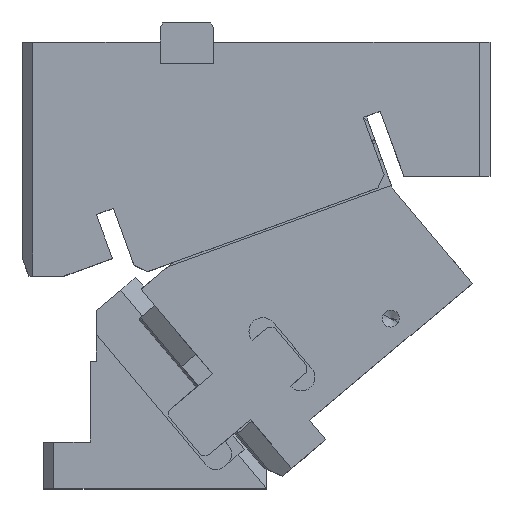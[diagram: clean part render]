
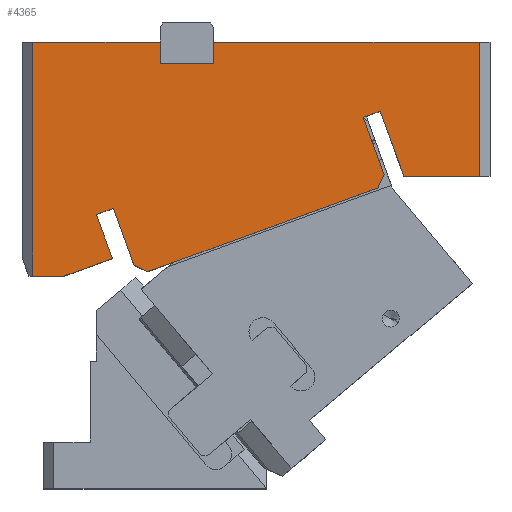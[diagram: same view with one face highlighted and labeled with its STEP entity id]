
A CAD part, top view. The second image highlights one B-rep face of the part: STEP entity #4365.
In plain terms, the highlighted planar face has unit normal (0, 0, 1).
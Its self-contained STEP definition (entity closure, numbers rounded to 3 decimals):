
#70=CARTESIAN_POINT('Vertex',(-160.,10.,30.)) ;
#73=CARTESIAN_POINT('Line Origine',(-160.,65.,30.)) ;
#77=CARTESIAN_POINT('Vertex',(-160.,120.,30.)) ;
#147=CARTESIAN_POINT('Vertex',(-122.506,18.292,30.)) ;
#150=CARTESIAN_POINT('Line Origine',(-133.897,14.146,30.)) ;
#154=CARTESIAN_POINT('Vertex',(-145.288,10.,30.)) ;
#616=CARTESIAN_POINT('Vertex',(14.519,57.,30.)) ;
#619=CARTESIAN_POINT('Line Origine',(8.962,72.266,30.)) ;
#623=CARTESIAN_POINT('Vertex',(3.406,87.532,30.)) ;
#1104=CARTESIAN_POINT('Vertex',(-100.,110.,30.)) ;
#1111=CARTESIAN_POINT('Vertex',(-100.,120.,30.)) ;
#1114=CARTESIAN_POINT('Line Origine',(-100.,115.,30.)) ;
#1130=CARTESIAN_POINT('Vertex',(-75.,120.,30.)) ;
#1137=CARTESIAN_POINT('Vertex',(-75.,110.,30.)) ;
#1140=CARTESIAN_POINT('Line Origine',(-75.,115.,30.)) ;
#1157=CARTESIAN_POINT('Line Origine',(0.3,71.212,30.)) ;
#1161=CARTESIAN_POINT('Vertex',(5.182,57.799,30.)) ;
#1163=CARTESIAN_POINT('Vertex',(-4.581,84.625,30.)) ;
#1219=CARTESIAN_POINT('Vertex',(50.,57.,30.)) ;
#1233=CARTESIAN_POINT('Vertex',(50.,120.,30.)) ;
#1236=CARTESIAN_POINT('Line Origine',(50.,88.5,30.)) ;
#1266=CARTESIAN_POINT('Vertex',(-105.871,12.058,30.)) ;
#1269=CARTESIAN_POINT('Line Origine',(-109.075,13.553,30.)) ;
#1273=CARTESIAN_POINT('Vertex',(-112.279,15.047,30.)) ;
#1293=CARTESIAN_POINT('Line Origine',(-51.839,31.725,30.)) ;
#1297=CARTESIAN_POINT('Vertex',(2.194,51.391,30.)) ;
#1329=CARTESIAN_POINT('Line Origine',(3.688,54.595,30.)) ;
#3709=CARTESIAN_POINT('Line Origine',(-117.161,28.46,30.)) ;
#3713=CARTESIAN_POINT('Vertex',(-122.043,41.872,30.)) ;
#3735=CARTESIAN_POINT('Line Origine',(-87.5,110.,30.)) ;
#3993=CARTESIAN_POINT('Line Origine',(-12.5,120.,30.)) ;
#4026=CARTESIAN_POINT('Line Origine',(32.259,57.,30.)) ;
#4063=CARTESIAN_POINT('Line Origine',(-0.353,86.164,30.)) ;
#4067=CARTESIAN_POINT('Vertex',(-4.112,84.796,30.)) ;
#4070=CARTESIAN_POINT('Line Origine',(-4.347,84.71,30.)) ;
#4075=CARTESIAN_POINT('Line Origine',(-122.278,41.787,30.)) ;
#4079=CARTESIAN_POINT('Vertex',(-122.513,41.701,30.)) ;
#4082=CARTESIAN_POINT('Line Origine',(-126.272,40.333,30.)) ;
#4086=CARTESIAN_POINT('Vertex',(-130.03,38.965,30.)) ;
#4251=CARTESIAN_POINT('Line Origine',(-126.268,28.628,30.)) ;
#4283=CARTESIAN_POINT('Line Origine',(-130.,120.,30.)) ;
#4332=CARTESIAN_POINT('Axis2P3D Location',(55.,120.,30.)) ;
#4337=CARTESIAN_POINT('Line Origine',(-152.644,10.,30.)) ;
#74=DIRECTION('Vector Direction',(0.,-1.,0.)) ;
#151=DIRECTION('Vector Direction',(0.94,0.342,0.)) ;
#620=DIRECTION('Vector Direction',(0.342,-0.94,0.)) ;
#1115=DIRECTION('Vector Direction',(0.,1.,0.)) ;
#1141=DIRECTION('Vector Direction',(0.,1.,0.)) ;
#1158=DIRECTION('Vector Direction',(-0.342,0.94,0.)) ;
#1237=DIRECTION('Vector Direction',(0.,1.,0.)) ;
#1270=DIRECTION('Vector Direction',(0.906,-0.423,0.)) ;
#1294=DIRECTION('Vector Direction',(0.94,0.342,0.)) ;
#1330=DIRECTION('Vector Direction',(0.423,0.906,0.)) ;
#3710=DIRECTION('Vector Direction',(-0.342,0.94,0.)) ;
#3736=DIRECTION('Vector Direction',(1.,0.,0.)) ;
#3994=DIRECTION('Vector Direction',(-1.,0.,0.)) ;
#4027=DIRECTION('Vector Direction',(1.,0.,0.)) ;
#4064=DIRECTION('Vector Direction',(0.94,0.342,0.)) ;
#4071=DIRECTION('Vector Direction',(-0.94,-0.342,0.)) ;
#4076=DIRECTION('Vector Direction',(-0.94,-0.342,0.)) ;
#4083=DIRECTION('Vector Direction',(-0.94,-0.342,0.)) ;
#4252=DIRECTION('Vector Direction',(-0.342,0.94,0.)) ;
#4284=DIRECTION('Vector Direction',(-1.,0.,0.)) ;
#4333=DIRECTION('Axis2P3D Direction',(0.,0.,1.)) ;
#4334=DIRECTION('Axis2P3D XDirection',(1.,0.,0.)) ;
#4338=DIRECTION('Vector Direction',(1.,0.,0.)) ;
#4335=AXIS2_PLACEMENT_3D('Plane Axis2P3D',#4332,#4333,#4334) ;
#4343=ORIENTED_EDGE('',*,*,#1165,.T.) ;
#4344=ORIENTED_EDGE('',*,*,#4074,.F.) ;
#4345=ORIENTED_EDGE('',*,*,#4069,.T.) ;
#4346=ORIENTED_EDGE('',*,*,#625,.T.) ;
#4347=ORIENTED_EDGE('',*,*,#4030,.T.) ;
#4348=ORIENTED_EDGE('',*,*,#1240,.T.) ;
#4349=ORIENTED_EDGE('',*,*,#3997,.T.) ;
#4350=ORIENTED_EDGE('',*,*,#1144,.F.) ;
#4351=ORIENTED_EDGE('',*,*,#3739,.F.) ;
#4352=ORIENTED_EDGE('',*,*,#1118,.T.) ;
#4353=ORIENTED_EDGE('',*,*,#4287,.T.) ;
#4354=ORIENTED_EDGE('',*,*,#79,.T.) ;
#4355=ORIENTED_EDGE('',*,*,#4341,.T.) ;
#4356=ORIENTED_EDGE('',*,*,#156,.T.) ;
#4357=ORIENTED_EDGE('',*,*,#4255,.T.) ;
#4358=ORIENTED_EDGE('',*,*,#4088,.F.) ;
#4359=ORIENTED_EDGE('',*,*,#4081,.F.) ;
#4360=ORIENTED_EDGE('',*,*,#3715,.F.) ;
#4361=ORIENTED_EDGE('',*,*,#1275,.T.) ;
#4362=ORIENTED_EDGE('',*,*,#1299,.T.) ;
#4363=ORIENTED_EDGE('',*,*,#1333,.T.) ;
#75=VECTOR('Line Direction',#74,1.) ;
#152=VECTOR('Line Direction',#151,1.) ;
#621=VECTOR('Line Direction',#620,1.) ;
#1116=VECTOR('Line Direction',#1115,1.) ;
#1142=VECTOR('Line Direction',#1141,1.) ;
#1159=VECTOR('Line Direction',#1158,1.) ;
#1238=VECTOR('Line Direction',#1237,1.) ;
#1271=VECTOR('Line Direction',#1270,1.) ;
#1295=VECTOR('Line Direction',#1294,1.) ;
#1331=VECTOR('Line Direction',#1330,1.) ;
#3711=VECTOR('Line Direction',#3710,1.) ;
#3737=VECTOR('Line Direction',#3736,1.) ;
#3995=VECTOR('Line Direction',#3994,1.) ;
#4028=VECTOR('Line Direction',#4027,1.) ;
#4065=VECTOR('Line Direction',#4064,1.) ;
#4072=VECTOR('Line Direction',#4071,1.) ;
#4077=VECTOR('Line Direction',#4076,1.) ;
#4084=VECTOR('Line Direction',#4083,1.) ;
#4253=VECTOR('Line Direction',#4252,1.) ;
#4285=VECTOR('Line Direction',#4284,1.) ;
#4339=VECTOR('Line Direction',#4338,1.) ;
#4365=ADVANCED_FACE('CAM HOLDER',(#4364),#4336,.T.) ;
#79=EDGE_CURVE('',#78,#71,#76,.T.) ;
#156=EDGE_CURVE('',#155,#148,#153,.T.) ;
#625=EDGE_CURVE('',#624,#617,#622,.T.) ;
#1118=EDGE_CURVE('',#1105,#1112,#1117,.T.) ;
#1144=EDGE_CURVE('',#1138,#1131,#1143,.T.) ;
#1165=EDGE_CURVE('',#1162,#1164,#1160,.T.) ;
#1240=EDGE_CURVE('',#1220,#1234,#1239,.T.) ;
#1275=EDGE_CURVE('',#1274,#1267,#1272,.T.) ;
#1299=EDGE_CURVE('',#1267,#1298,#1296,.T.) ;
#1333=EDGE_CURVE('',#1298,#1162,#1332,.T.) ;
#3715=EDGE_CURVE('',#1274,#3714,#3712,.T.) ;
#3739=EDGE_CURVE('',#1105,#1138,#3738,.T.) ;
#3997=EDGE_CURVE('',#1234,#1131,#3996,.T.) ;
#4030=EDGE_CURVE('',#617,#1220,#4029,.T.) ;
#4069=EDGE_CURVE('',#4068,#624,#4066,.T.) ;
#4074=EDGE_CURVE('',#4068,#1164,#4073,.T.) ;
#4081=EDGE_CURVE('',#3714,#4080,#4078,.T.) ;
#4088=EDGE_CURVE('',#4080,#4087,#4085,.T.) ;
#4255=EDGE_CURVE('',#148,#4087,#4254,.T.) ;
#4287=EDGE_CURVE('',#1112,#78,#4286,.T.) ;
#4341=EDGE_CURVE('',#71,#155,#4340,.T.) ;
#4342=EDGE_LOOP('',(#4343,#4344,#4345,#4346,#4347,#4348,#4349,#4350,#4351,#4352,#4353,#4354,#4355,#4356,#4357,#4358,#4359,#4360,#4361,#4362,#4363)) ;
#4364=FACE_OUTER_BOUND('',#4342,.T.) ;
#76=LINE('Line',#73,#75) ;
#153=LINE('Line',#150,#152) ;
#622=LINE('Line',#619,#621) ;
#1117=LINE('Line',#1114,#1116) ;
#1143=LINE('Line',#1140,#1142) ;
#1160=LINE('Line',#1157,#1159) ;
#1239=LINE('Line',#1236,#1238) ;
#1272=LINE('Line',#1269,#1271) ;
#1296=LINE('Line',#1293,#1295) ;
#1332=LINE('Line',#1329,#1331) ;
#3712=LINE('Line',#3709,#3711) ;
#3738=LINE('Line',#3735,#3737) ;
#3996=LINE('Line',#3993,#3995) ;
#4029=LINE('Line',#4026,#4028) ;
#4066=LINE('Line',#4063,#4065) ;
#4073=LINE('Line',#4070,#4072) ;
#4078=LINE('Line',#4075,#4077) ;
#4085=LINE('Line',#4082,#4084) ;
#4254=LINE('Line',#4251,#4253) ;
#4286=LINE('Line',#4283,#4285) ;
#4340=LINE('Line',#4337,#4339) ;
#4336=PLANE('Plane',#4335) ;
#71=VERTEX_POINT('',#70) ;
#78=VERTEX_POINT('',#77) ;
#148=VERTEX_POINT('',#147) ;
#155=VERTEX_POINT('',#154) ;
#617=VERTEX_POINT('',#616) ;
#624=VERTEX_POINT('',#623) ;
#1105=VERTEX_POINT('',#1104) ;
#1112=VERTEX_POINT('',#1111) ;
#1131=VERTEX_POINT('',#1130) ;
#1138=VERTEX_POINT('',#1137) ;
#1162=VERTEX_POINT('',#1161) ;
#1164=VERTEX_POINT('',#1163) ;
#1220=VERTEX_POINT('',#1219) ;
#1234=VERTEX_POINT('',#1233) ;
#1267=VERTEX_POINT('',#1266) ;
#1274=VERTEX_POINT('',#1273) ;
#1298=VERTEX_POINT('',#1297) ;
#3714=VERTEX_POINT('',#3713) ;
#4068=VERTEX_POINT('',#4067) ;
#4080=VERTEX_POINT('',#4079) ;
#4087=VERTEX_POINT('',#4086) ;
